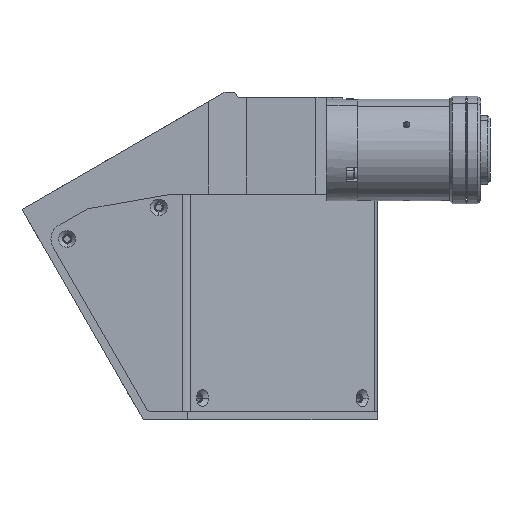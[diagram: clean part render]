
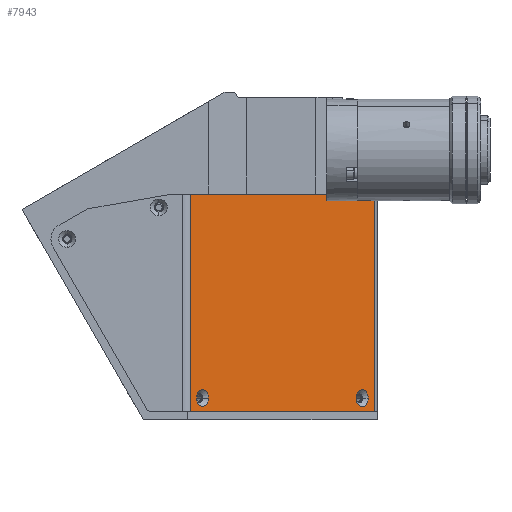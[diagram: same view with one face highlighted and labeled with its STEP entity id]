
A CAD part, top view. The second image highlights one B-rep face of the part: STEP entity #7943.
In plain terms, the highlighted planar face has unit normal (0.707, 0, 0.707).
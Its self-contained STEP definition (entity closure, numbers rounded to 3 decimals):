
#113 = CARTESIAN_POINT ( 'NONE',  ( 52., -49., 211.405 ) ) ;
#218 = LINE ( 'NONE', #113, #4508 ) ;
#469 = VERTEX_POINT ( 'NONE', #10071 ) ;
#564 = DIRECTION ( 'NONE',  ( 0.707, 0., 0.707 ) ) ;
#584 = LINE ( 'NONE', #8515, #9490 ) ;
#896 = CARTESIAN_POINT ( 'NONE',  ( 44.116, -44., 219.289 ) ) ;
#938 = DIRECTION ( 'NONE',  ( 0.707, 0., -0.707 ) ) ;
#1122 = DIRECTION ( 'NONE',  ( 0., -1., 0. ) ) ;
#1126 = EDGE_CURVE ( 'NONE', #7087, #2703, #8532, .T. ) ;
#1240 = VECTOR ( 'NONE', #1122, 1000. ) ;
#1308 = PLANE ( 'NONE',  #3424 ) ;
#1415 = CARTESIAN_POINT ( 'NONE',  ( -13.13, -44., 276.535 ) ) ;
#1554 = ORIENTED_EDGE ( 'NONE', *, *, #8163, .F. ) ;
#1984 = CARTESIAN_POINT ( 'NONE',  ( 48.571, -44., 214.834 ) ) ;
#2020 = DIRECTION ( 'NONE',  ( 0.707, 0., -0.707 ) ) ;
#2408 = DIRECTION ( 'NONE',  ( 0.707, 0., -0.707 ) ) ;
#2703 = VERTEX_POINT ( 'NONE', #7290 ) ;
#2707 = EDGE_CURVE ( 'NONE', #2703, #4890, #218, .T. ) ;
#3034 = CARTESIAN_POINT ( 'NONE',  ( -15.357, -44., 278.762 ) ) ;
#3057 = EDGE_CURVE ( 'NONE', #7087, #6452, #4113, .T. ) ;
#3424 = AXIS2_PLACEMENT_3D ( 'NONE', #6964, #3811, #9427 ) ;
#3518 = EDGE_CURVE ( 'NONE', #4890, #6452, #584, .T. ) ;
#3542 = CARTESIAN_POINT ( 'NONE',  ( -17.615, 186.578, 281.02 ) ) ;
#3680 = AXIS2_PLACEMENT_3D ( 'NONE', #8800, #9609, #7232 ) ;
#3811 = DIRECTION ( 'NONE',  ( -0.707, 0., -0.707 ) ) ;
#3868 = EDGE_CURVE ( 'NONE', #8093, #469, #5473, .T. ) ;
#3936 = ORIENTED_EDGE ( 'NONE', *, *, #1126, .T. ) ;
#3991 = AXIS2_PLACEMENT_3D ( 'NONE', #5970, #7557, #2020 ) ;
#4077 = CARTESIAN_POINT ( 'NONE',  ( 50.828, -49., 212.577 ) ) ;
#4113 = LINE ( 'NONE', #7043, #9249 ) ;
#4160 = CIRCLE ( 'NONE', #9482, 3.15 ) ;
#4317 = ORIENTED_EDGE ( 'NONE', *, *, #7362, .F. ) ;
#4508 = VECTOR ( 'NONE', #938, 1000. ) ;
#4821 = VERTEX_POINT ( 'NONE', #896 ) ;
#4890 = VERTEX_POINT ( 'NONE', #4077 ) ;
#4972 = CARTESIAN_POINT ( 'NONE',  ( 50.828, 32., 212.577 ) ) ;
#5125 = ORIENTED_EDGE ( 'NONE', *, *, #3057, .F. ) ;
#5193 = AXIS2_PLACEMENT_3D ( 'NONE', #1415, #564, #8705 ) ;
#5473 = CIRCLE ( 'NONE', #3991, 3.15 ) ;
#5732 = DIRECTION ( 'NONE',  ( 0.707, 0., -0.707 ) ) ;
#5734 = DIRECTION ( 'NONE',  ( 0.707, 0., 0.707 ) ) ;
#5970 = CARTESIAN_POINT ( 'NONE',  ( -13.13, -44., 276.535 ) ) ;
#6265 = CIRCLE ( 'NONE', #5193, 3.15 ) ;
#6311 = EDGE_LOOP ( 'NONE', ( #6708, #6336, #5125, #3936 ) ) ;
#6336 = ORIENTED_EDGE ( 'NONE', *, *, #3518, .T. ) ;
#6452 = VERTEX_POINT ( 'NONE', #4972 ) ;
#6708 = ORIENTED_EDGE ( 'NONE', *, *, #2707, .T. ) ;
#6964 = CARTESIAN_POINT ( 'NONE',  ( 52., 186.578, 211.405 ) ) ;
#7043 = CARTESIAN_POINT ( 'NONE',  ( 52., 32., 211.405 ) ) ;
#7087 = VERTEX_POINT ( 'NONE', #8421 ) ;
#7232 = DIRECTION ( 'NONE',  ( 0.707, 0., -0.707 ) ) ;
#7290 = CARTESIAN_POINT ( 'NONE',  ( -17.615, -49., 281.02 ) ) ;
#7362 = EDGE_CURVE ( 'NONE', #8471, #4821, #8411, .T. ) ;
#7375 = EDGE_LOOP ( 'NONE', ( #8327, #7614 ) ) ;
#7407 = FACE_BOUND ( 'NONE', #7375, .T. ) ;
#7429 = EDGE_CURVE ( 'NONE', #469, #8093, #6265, .T. ) ;
#7540 = FACE_OUTER_BOUND ( 'NONE', #6311, .T. ) ;
#7557 = DIRECTION ( 'NONE',  ( 0.707, 0., 0.707 ) ) ;
#7614 = ORIENTED_EDGE ( 'NONE', *, *, #3868, .F. ) ;
#7943 = ADVANCED_FACE ( 'NONE', ( #7407, #8417, #7540 ), #1308, .F. ) ;
#8093 = VERTEX_POINT ( 'NONE', #3034 ) ;
#8163 = EDGE_CURVE ( 'NONE', #4821, #8471, #4160, .T. ) ;
#8327 = ORIENTED_EDGE ( 'NONE', *, *, #7429, .F. ) ;
#8411 = CIRCLE ( 'NONE', #3680, 3.15 ) ;
#8417 = FACE_BOUND ( 'NONE', #9113, .T. ) ;
#8421 = CARTESIAN_POINT ( 'NONE',  ( -17.615, 32., 281.02 ) ) ;
#8471 = VERTEX_POINT ( 'NONE', #1984 ) ;
#8473 = DIRECTION ( 'NONE',  ( 0., 1., 0. ) ) ;
#8515 = CARTESIAN_POINT ( 'NONE',  ( 50.828, 186.578, 212.577 ) ) ;
#8532 = LINE ( 'NONE', #3542, #1240 ) ;
#8705 = DIRECTION ( 'NONE',  ( 0.707, 0., -0.707 ) ) ;
#8800 = CARTESIAN_POINT ( 'NONE',  ( 46.343, -44., 217.062 ) ) ;
#9113 = EDGE_LOOP ( 'NONE', ( #4317, #1554 ) ) ;
#9249 = VECTOR ( 'NONE', #5732, 1000. ) ;
#9427 = DIRECTION ( 'NONE',  ( -0.707, 0., 0.707 ) ) ;
#9482 = AXIS2_PLACEMENT_3D ( 'NONE', #10322, #5734, #2408 ) ;
#9490 = VECTOR ( 'NONE', #8473, 1000. ) ;
#9609 = DIRECTION ( 'NONE',  ( 0.707, 0., 0.707 ) ) ;
#10071 = CARTESIAN_POINT ( 'NONE',  ( -10.903, -44., 274.307 ) ) ;
#10322 = CARTESIAN_POINT ( 'NONE',  ( 46.343, -44., 217.062 ) ) ;
